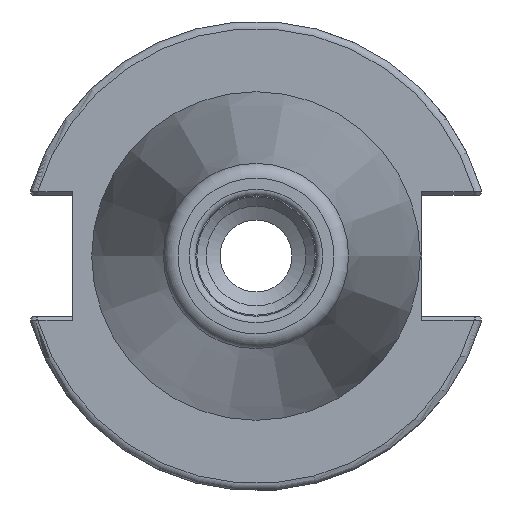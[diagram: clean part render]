
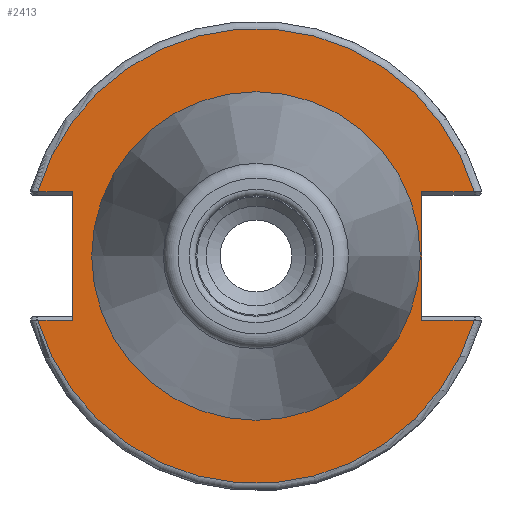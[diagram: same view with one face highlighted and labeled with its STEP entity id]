
A CAD part, left-side view. The second image highlights one B-rep face of the part: STEP entity #2413.
In plain terms, the highlighted planar face has unit normal (-1, 0, 0).
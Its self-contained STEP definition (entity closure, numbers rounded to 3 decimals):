
#134=FACE_BOUND('',#382,.T.);
#150=PLANE('',#2613);
#242=FACE_OUTER_BOUND('',#381,.T.);
#381=EDGE_LOOP('',(#1734,#1735,#1736,#1737,#1738,#1739,#1740,#1741));
#382=EDGE_LOOP('',(#1742,#1743));
#518=LINE('',#3737,#674);
#520=LINE('',#3805,#676);
#521=LINE('',#3807,#677);
#522=LINE('',#3811,#678);
#523=LINE('',#3813,#679);
#524=LINE('',#3814,#680);
#674=VECTOR('',#2959,10.);
#676=VECTOR('',#2977,10.);
#677=VECTOR('',#2978,10.);
#678=VECTOR('',#2981,10.);
#679=VECTOR('',#2982,10.);
#680=VECTOR('',#2983,10.);
#860=CIRCLE('',#2612,30.775);
#861=CIRCLE('',#2614,30.775);
#862=CIRCLE('',#2615,22.225);
#863=CIRCLE('',#2616,22.225);
#1009=VERTEX_POINT('',#3730);
#1012=VERTEX_POINT('',#3735);
#1018=VERTEX_POINT('',#3783);
#1020=VERTEX_POINT('',#3804);
#1021=VERTEX_POINT('',#3806);
#1022=VERTEX_POINT('',#3808);
#1023=VERTEX_POINT('',#3810);
#1024=VERTEX_POINT('',#3812);
#1025=VERTEX_POINT('',#3815);
#1026=VERTEX_POINT('',#3816);
#1285=EDGE_CURVE('',#1012,#1009,#518,.T.);
#1295=EDGE_CURVE('',#1009,#1018,#860,.T.);
#1298=EDGE_CURVE('',#1012,#1020,#520,.T.);
#1299=EDGE_CURVE('',#1021,#1020,#521,.T.);
#1300=EDGE_CURVE('',#1022,#1021,#861,.T.);
#1301=EDGE_CURVE('',#1023,#1022,#522,.T.);
#1302=EDGE_CURVE('',#1023,#1024,#523,.T.);
#1303=EDGE_CURVE('',#1018,#1024,#524,.T.);
#1304=EDGE_CURVE('',#1025,#1026,#862,.T.);
#1305=EDGE_CURVE('',#1026,#1025,#863,.T.);
#1734=ORIENTED_EDGE('',*,*,#1285,.F.);
#1735=ORIENTED_EDGE('',*,*,#1298,.T.);
#1736=ORIENTED_EDGE('',*,*,#1299,.F.);
#1737=ORIENTED_EDGE('',*,*,#1300,.F.);
#1738=ORIENTED_EDGE('',*,*,#1301,.F.);
#1739=ORIENTED_EDGE('',*,*,#1302,.T.);
#1740=ORIENTED_EDGE('',*,*,#1303,.F.);
#1741=ORIENTED_EDGE('',*,*,#1295,.F.);
#1742=ORIENTED_EDGE('',*,*,#1304,.T.);
#1743=ORIENTED_EDGE('',*,*,#1305,.T.);
#2413=ADVANCED_FACE('',(#242,#134),#150,.T.);
#2612=AXIS2_PLACEMENT_3D('',#3784,#2973,#2974);
#2613=AXIS2_PLACEMENT_3D('',#3803,#2975,#2976);
#2614=AXIS2_PLACEMENT_3D('',#3809,#2979,#2980);
#2615=AXIS2_PLACEMENT_3D('',#3817,#2984,#2985);
#2616=AXIS2_PLACEMENT_3D('',#3818,#2986,#2987);
#2959=DIRECTION('',(0.,-1.,0.));
#2973=DIRECTION('center_axis',(1.,0.,0.));
#2974=DIRECTION('ref_axis',(0.,0.,-1.));
#2975=DIRECTION('center_axis',(-1.,0.,0.));
#2976=DIRECTION('ref_axis',(0.,0.,1.));
#2977=DIRECTION('',(0.,0.,1.));
#2978=DIRECTION('',(0.,1.,0.));
#2979=DIRECTION('center_axis',(1.,0.,0.));
#2980=DIRECTION('ref_axis',(0.,0.,-1.));
#2981=DIRECTION('',(0.,1.,0.));
#2982=DIRECTION('',(0.,0.,-1.));
#2983=DIRECTION('',(0.,-1.,0.));
#2984=DIRECTION('center_axis',(1.,0.,0.));
#2985=DIRECTION('ref_axis',(0.,0.,-1.));
#2986=DIRECTION('center_axis',(1.,0.,0.));
#2987=DIRECTION('ref_axis',(0.,0.,-1.));
#3730=CARTESIAN_POINT('',(3.175,-29.523,-8.69));
#3735=CARTESIAN_POINT('',(3.175,-22.41,-8.69));
#3737=CARTESIAN_POINT('',(3.175,-4.878,-8.69));
#3783=CARTESIAN_POINT('',(3.175,29.523,-8.69));
#3784=CARTESIAN_POINT('Origin',(3.175,0.,
0.));
#3803=CARTESIAN_POINT('Origin',(3.175,30.775,0.));
#3804=CARTESIAN_POINT('',(3.175,-22.41,8.69));
#3805=CARTESIAN_POINT('',(3.175,-22.41,-4.095));
#3806=CARTESIAN_POINT('',(3.175,-29.523,8.69));
#3807=CARTESIAN_POINT('',(3.175,4.182,8.69));
#3808=CARTESIAN_POINT('',(3.175,29.523,8.69));
#3809=CARTESIAN_POINT('Origin',(3.175,0.,
0.));
#3810=CARTESIAN_POINT('',(3.175,24.8,8.69));
#3811=CARTESIAN_POINT('',(3.175,32.958,8.69));
#3812=CARTESIAN_POINT('',(3.175,24.8,-8.69));
#3813=CARTESIAN_POINT('',(3.175,24.8,4.095));
#3814=CARTESIAN_POINT('',(3.175,27.788,-8.69));
#3815=CARTESIAN_POINT('',(3.175,22.225,0.));
#3816=CARTESIAN_POINT('',(3.175,-22.225,0.));
#3817=CARTESIAN_POINT('Origin',(3.175,0.,
0.));
#3818=CARTESIAN_POINT('Origin',(3.175,0.,
0.));
